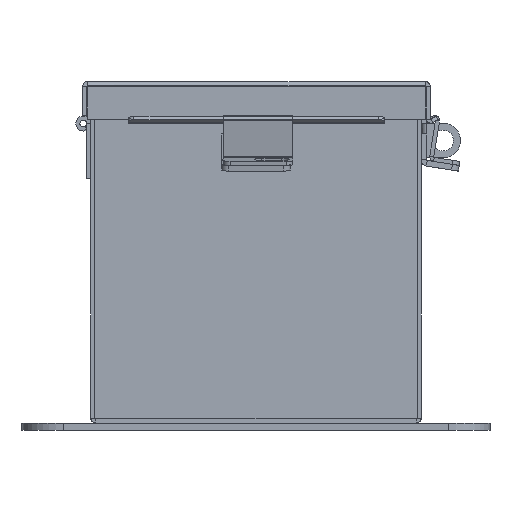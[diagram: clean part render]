
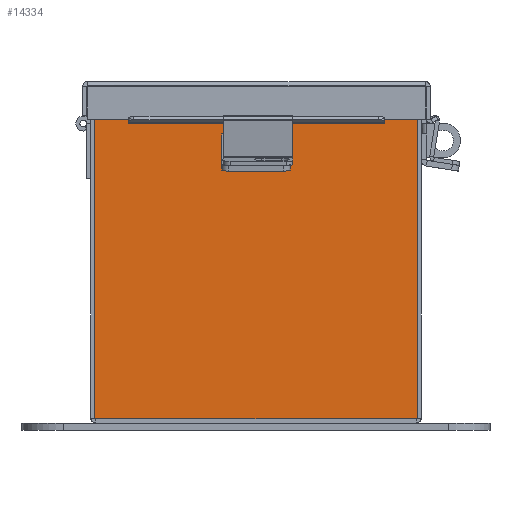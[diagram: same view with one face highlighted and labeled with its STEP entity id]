
A CAD part, front view. The second image highlights one B-rep face of the part: STEP entity #14334.
In plain terms, the highlighted face is planar.
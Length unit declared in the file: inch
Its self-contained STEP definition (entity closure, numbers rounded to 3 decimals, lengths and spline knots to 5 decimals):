
#80 = CARTESIAN_POINT ( 'NONE',  ( -2.5823, 0., 0. ) ) ;
#95 = EDGE_CURVE ( 'NONE', #14394, #16635, #13025, .T. ) ;
#439 = EDGE_CURVE ( 'NONE', #20080, #17747, #14080, .T. ) ;
#682 = DIRECTION ( 'NONE',  ( -1., 0., 0. ) ) ;
#731 = DIRECTION ( 'NONE',  ( 1., 0., 0. ) ) ;
#1125 = AXIS2_PLACEMENT_3D ( 'NONE', #7325, #19448, #9076 ) ;
#1339 = CARTESIAN_POINT ( 'NONE',  ( 2.9253, 0., -2.9253 ) ) ;
#1597 = CIRCLE ( 'NONE', #4080, 0.01868 ) ;
#1823 = EDGE_CURVE ( 'NONE', #7337, #10628, #10445, .T. ) ;
#2045 = LINE ( 'NONE', #17090, #14768 ) ;
#2097 = DIRECTION ( 'NONE',  ( 0., 0., -1. ) ) ;
#2112 = CARTESIAN_POINT ( 'NONE',  ( 0., 0., 0. ) ) ;
#2301 = ORIENTED_EDGE ( 'NONE', *, *, #95, .T. ) ;
#2471 = VECTOR ( 'NONE', #20772, 39.37008 ) ;
#3195 = FACE_OUTER_BOUND ( 'NONE', #12808, .T. ) ;
#3613 = CARTESIAN_POINT ( 'NONE',  ( 2.9253, 0., 2.9253 ) ) ;
#3667 = LINE ( 'NONE', #4623, #16927 ) ;
#3792 = CARTESIAN_POINT ( 'NONE',  ( -2.60097, 0., 2.87495 ) ) ;
#3994 = ORIENTED_EDGE ( 'NONE', *, *, #9306, .T. ) ;
#4080 = AXIS2_PLACEMENT_3D ( 'NONE', #3792, #15907, #5535 ) ;
#4567 = ORIENTED_EDGE ( 'NONE', *, *, #9712, .T. ) ;
#4623 = CARTESIAN_POINT ( 'NONE',  ( 2.5823, 0., 0. ) ) ;
#5030 = CARTESIAN_POINT ( 'NONE',  ( 2.61965, 0., 2.87495 ) ) ;
#5158 = LINE ( 'NONE', #11411, #16798 ) ;
#5411 = ORIENTED_EDGE ( 'NONE', *, *, #1823, .F. ) ;
#5420 = CARTESIAN_POINT ( 'NONE',  ( -2.61965, 0., 2.87495 ) ) ;
#5514 = EDGE_CURVE ( 'NONE', #11490, #11234, #8138, .T. ) ;
#5535 = DIRECTION ( 'NONE',  ( 0., 0., -1. ) ) ;
#5572 = DIRECTION ( 'NONE',  ( 0., 0., -1. ) ) ;
#6218 = VERTEX_POINT ( 'NONE', #7459 ) ;
#6846 = CARTESIAN_POINT ( 'NONE',  ( -2.9253, 0., -2.9253 ) ) ;
#6936 = ORIENTED_EDGE ( 'NONE', *, *, #10750, .F. ) ;
#7041 = LINE ( 'NONE', #80, #2471 ) ;
#7325 = CARTESIAN_POINT ( 'NONE',  ( 2.60098, 0., 2.87495 ) ) ;
#7337 = VERTEX_POINT ( 'NONE', #5420 ) ;
#7459 = CARTESIAN_POINT ( 'NONE',  ( -2.5823, 0., 2.87495 ) ) ;
#7760 = CARTESIAN_POINT ( 'NONE',  ( 2.5823, 0., 2.87495 ) ) ;
#8084 = VERTEX_POINT ( 'NONE', #13032 ) ;
#8101 = DIRECTION ( 'NONE',  ( 0., 0., 1. ) ) ;
#8138 = CIRCLE ( 'NONE', #1125, 0.01868 ) ;
#8283 = CARTESIAN_POINT ( 'NONE',  ( -2.9253, 0., 2.9253 ) ) ;
#8740 = LINE ( 'NONE', #8283, #16322 ) ;
#8756 = CARTESIAN_POINT ( 'NONE',  ( 2.9253, 0., 2.9253 ) ) ;
#8873 = ORIENTED_EDGE ( 'NONE', *, *, #15801, .F. ) ;
#8939 = VECTOR ( 'NONE', #731, 39.37008 ) ;
#8965 = CARTESIAN_POINT ( 'NONE',  ( 2.61965, 0., 2.9253 ) ) ;
#9076 = DIRECTION ( 'NONE',  ( 0., 0., -1. ) ) ;
#9213 = DIRECTION ( 'NONE',  ( 1., 0., 0. ) ) ;
#9306 = EDGE_CURVE ( 'NONE', #10996, #8084, #8740, .T. ) ;
#9465 = VECTOR ( 'NONE', #2097, 39.37008 ) ;
#9712 = EDGE_CURVE ( 'NONE', #17747, #10996, #9816, .T. ) ;
#9816 = LINE ( 'NONE', #21433, #18467 ) ;
#10325 = DIRECTION ( 'NONE',  ( 0., 0., 1. ) ) ;
#10445 = LINE ( 'NONE', #18313, #19100 ) ;
#10628 = VERTEX_POINT ( 'NONE', #16174 ) ;
#10676 = ORIENTED_EDGE ( 'NONE', *, *, #21353, .T. ) ;
#10750 = EDGE_CURVE ( 'NONE', #12969, #11490, #5158, .T. ) ;
#10996 = VERTEX_POINT ( 'NONE', #6846 ) ;
#11234 = VERTEX_POINT ( 'NONE', #7760 ) ;
#11411 = CARTESIAN_POINT ( 'NONE',  ( 2.61965, 0., 0. ) ) ;
#11490 = VERTEX_POINT ( 'NONE', #5030 ) ;
#11581 = EDGE_CURVE ( 'NONE', #14394, #6218, #7041, .T. ) ;
#12808 = EDGE_LOOP ( 'NONE', ( #5411, #14475, #13344, #2301, #8873, #21018, #6936, #10676, #13073, #4567, #3994, #18713 ) ) ;
#12969 = VERTEX_POINT ( 'NONE', #8965 ) ;
#13025 = LINE ( 'NONE', #22104, #8939 ) ;
#13032 = CARTESIAN_POINT ( 'NONE',  ( -2.9253, 0., 2.9253 ) ) ;
#13073 = ORIENTED_EDGE ( 'NONE', *, *, #439, .T. ) ;
#13344 = ORIENTED_EDGE ( 'NONE', *, *, #11581, .F. ) ;
#14080 = LINE ( 'NONE', #8756, #9465 ) ;
#14222 = PLANE ( 'NONE',  #19071 ) ;
#14334 = ADVANCED_FACE ( 'NONE', ( #3195 ), #14222, .F. ) ;
#14394 = VERTEX_POINT ( 'NONE', #16095 ) ;
#14475 = ORIENTED_EDGE ( 'NONE', *, *, #20684, .F. ) ;
#14768 = VECTOR ( 'NONE', #18838, 39.37008 ) ;
#15160 = DIRECTION ( 'NONE',  ( 0., 0., 1. ) ) ;
#15535 = CARTESIAN_POINT ( 'NONE',  ( 2.5823, 0., 2.9123 ) ) ;
#15801 = EDGE_CURVE ( 'NONE', #11234, #16635, #3667, .T. ) ;
#15907 = DIRECTION ( 'NONE',  ( 0., 1., 0. ) ) ;
#15928 = EDGE_CURVE ( 'NONE', #8084, #10628, #2045, .T. ) ;
#15945 = DIRECTION ( 'NONE',  ( 0., -1., 0. ) ) ;
#16095 = CARTESIAN_POINT ( 'NONE',  ( -2.5823, 0., 2.9123 ) ) ;
#16174 = CARTESIAN_POINT ( 'NONE',  ( -2.61965, 0., 2.9253 ) ) ;
#16322 = VECTOR ( 'NONE', #15160, 39.37008 ) ;
#16635 = VERTEX_POINT ( 'NONE', #15535 ) ;
#16798 = VECTOR ( 'NONE', #18346, 39.37008 ) ;
#16927 = VECTOR ( 'NONE', #8101, 39.37008 ) ;
#17090 = CARTESIAN_POINT ( 'NONE',  ( -2.9253, 0., 2.9253 ) ) ;
#17747 = VERTEX_POINT ( 'NONE', #1339 ) ;
#18313 = CARTESIAN_POINT ( 'NONE',  ( -2.61965, 0., 0. ) ) ;
#18346 = DIRECTION ( 'NONE',  ( 0., 0., -1. ) ) ;
#18467 = VECTOR ( 'NONE', #682, 39.37008 ) ;
#18713 = ORIENTED_EDGE ( 'NONE', *, *, #15928, .T. ) ;
#18838 = DIRECTION ( 'NONE',  ( 1., 0., 0. ) ) ;
#19071 = AXIS2_PLACEMENT_3D ( 'NONE', #2112, #15945, #5572 ) ;
#19100 = VECTOR ( 'NONE', #10325, 39.37008 ) ;
#19448 = DIRECTION ( 'NONE',  ( 0., 1., 0. ) ) ;
#19600 = CARTESIAN_POINT ( 'NONE',  ( -2.9253, 0., 2.9253 ) ) ;
#20080 = VERTEX_POINT ( 'NONE', #3613 ) ;
#20684 = EDGE_CURVE ( 'NONE', #6218, #7337, #1597, .T. ) ;
#20772 = DIRECTION ( 'NONE',  ( 0., 0., -1. ) ) ;
#21018 = ORIENTED_EDGE ( 'NONE', *, *, #5514, .F. ) ;
#21145 = LINE ( 'NONE', #19600, #21689 ) ;
#21353 = EDGE_CURVE ( 'NONE', #12969, #20080, #21145, .T. ) ;
#21433 = CARTESIAN_POINT ( 'NONE',  ( -2.9253, 0., -2.9253 ) ) ;
#21689 = VECTOR ( 'NONE', #9213, 39.37008 ) ;
#22104 = CARTESIAN_POINT ( 'NONE',  ( -2.5823, 0., 2.9123 ) ) ;
